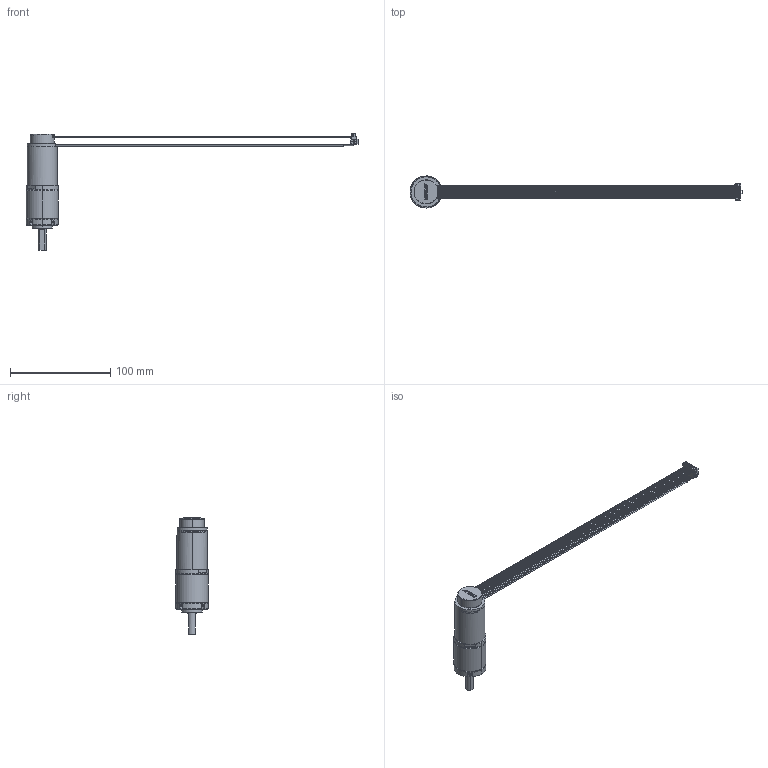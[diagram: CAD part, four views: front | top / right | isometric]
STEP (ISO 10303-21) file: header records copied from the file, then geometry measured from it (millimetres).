
FILE_DESCRIPTION((''),'2;1');
FILE_NAME('4611180000620_SW0001','2023-12-13T16:28:38',('TQ03085'),(''),'CREO PARAMETRIC BY PTC INC, 2018100','CREO PARAMETRIC BY PTC INC, 2018100','');
FILE_SCHEMA(('CONFIG_CONTROL_DESIGN'));
Length unit declared in the file: millimetre
Products named in the file (1): 4611180000620_SW0001
Bounding box: 330.98 x 32 x 116.6 mm (x, y, z)
Volume: 73039.8 mm3; surface area: 32134.7 mm2
Topology: 1 solids, 1 shells, 1014 faces, 2844 edges, 1863 vertices
Faces by surface type: plane 712, cylinder 196, extrusion 40, cone 39, torus 19, bspline 8
Entity records: 34931 total; most frequent: CARTESIAN_POINT 8670, ORIENTED_EDGE 5668, DIRECTION 5114, EDGE_CURVE 2834, VECTOR 2166, LINE 2126, VERTEX_POINT 1863, AXIS2_PLACEMENT_3D 1474
